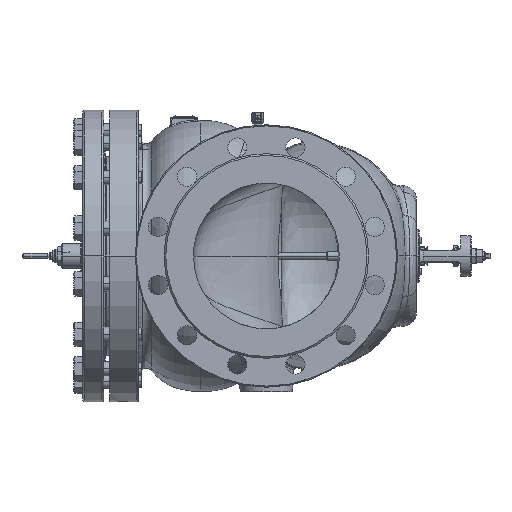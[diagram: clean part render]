
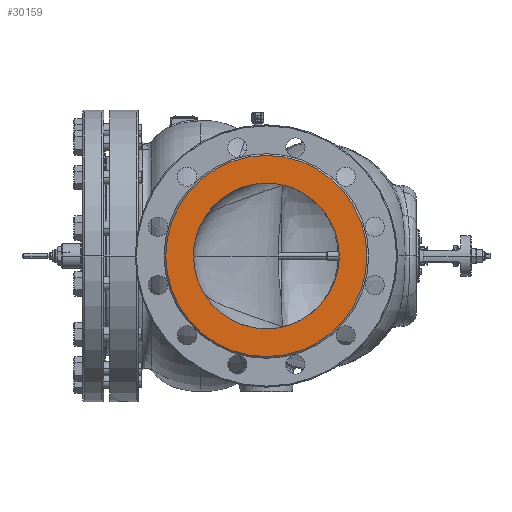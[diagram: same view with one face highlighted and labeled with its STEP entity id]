
A CAD part, left-side view. The second image highlights one B-rep face of the part: STEP entity #30159.
In plain terms, the highlighted planar face has unit normal (-1, 0, 0).
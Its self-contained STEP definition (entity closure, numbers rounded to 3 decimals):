
#30=CARTESIAN_POINT('',(-365.,105.96,66.314));
#31=CARTESIAN_POINT('',(-365.,109.174,61.179));
#32=CARTESIAN_POINT('',(-365.,114.738,50.651));
#33=CARTESIAN_POINT('',(-365.,120.629,34.239));
#34=CARTESIAN_POINT('',(-365.,124.197,17.356));
#35=CARTESIAN_POINT('',(-365.,125.,5.825));
#36=CARTESIAN_POINT('',(-365.,125.,0.));
#137=CARTESIAN_POINT('',(-365.,0.,0.));
#138=DIRECTION('',(1.,0.,0.));
#139=DIRECTION('',(0.,1.,0.));
#140=AXIS2_PLACEMENT_3D('',#137,#138,#139);
#142=CARTESIAN_POINT('',(-365.,0.,0.));
#143=DIRECTION('',(-1.,0.,0.));
#144=DIRECTION('',(0.,1.,0.));
#145=AXIS2_PLACEMENT_3D('',#142,#143,#144);
#13966=CARTESIAN_POINT('',(-365.,0.,125.));
#13967=CARTESIAN_POINT('',(-365.,5.526,125.));
#13968=CARTESIAN_POINT('',(-365.,16.502,124.264));
#13969=CARTESIAN_POINT('',(-365.,32.479,121.069));
#13970=CARTESIAN_POINT('',(-365.,47.713,115.901));
#13971=CARTESIAN_POINT('',(-365.,62.001,108.924));
#13972=CARTESIAN_POINT('',(-365.,72.949,101.737));
#13973=CARTESIAN_POINT('',(-365.,81.06,95.259));
#13974=CARTESIAN_POINT('',(-365.,86.8,90.06));
#13975=CARTESIAN_POINT('',(-365.,91.282,85.463));
#13976=CARTESIAN_POINT('',(-365.,94.681,81.64));
#13977=CARTESIAN_POINT('',(-365.,97.954,77.725));
#13978=CARTESIAN_POINT('',(-365.,101.805,72.664));
#13979=CARTESIAN_POINT('',(-365.,104.62,68.454));
#13980=CARTESIAN_POINT('',(-365.,105.96,66.314));
#14230=CARTESIAN_POINT('',(-365.,-125.,0.));
#14231=CARTESIAN_POINT('',(-365.,-125.,6.192));
#14232=CARTESIAN_POINT('',(-365.,-124.068,18.847));
#14233=CARTESIAN_POINT('',(-365.,-119.723,37.594));
#14234=CARTESIAN_POINT('',(-365.,-113.886,52.153));
#14235=CARTESIAN_POINT('',(-365.,-108.219,62.766));
#14236=CARTESIAN_POINT('',(-365.,-102.175,72.385));
#14237=CARTESIAN_POINT('',(-365.,-93.825,83.113));
#14238=CARTESIAN_POINT('',(-365.,-82.503,94.346));
#14239=CARTESIAN_POINT('',(-365.,-70.144,103.846));
#14240=CARTESIAN_POINT('',(-365.,-56.958,111.613));
#14241=CARTESIAN_POINT('',(-365.,-43.164,117.627));
#14242=CARTESIAN_POINT('',(-365.,-28.949,121.899));
#14243=CARTESIAN_POINT('',(-365.,-14.502,124.441));
#14244=CARTESIAN_POINT('',(-365.,-4.824,125.));
#14245=CARTESIAN_POINT('',(-365.,0.,125.));
#14306=CARTESIAN_POINT('',(-365.,0.,-125.));
#14307=CARTESIAN_POINT('',(-365.,-4.824,-125.));
#14308=CARTESIAN_POINT('',(-365.,-14.502,-124.441));
#14309=CARTESIAN_POINT('',(-365.,-28.949,-121.899));
#14310=CARTESIAN_POINT('',(-365.,-43.164,-117.627));
#14311=CARTESIAN_POINT('',(-365.,-56.958,-111.613));
#14312=CARTESIAN_POINT('',(-365.,-70.144,-103.846));
#14313=CARTESIAN_POINT('',(-365.,-82.503,-94.346));
#14314=CARTESIAN_POINT('',(-365.,-93.825,-83.113));
#14315=CARTESIAN_POINT('',(-365.,-102.175,-72.385));
#14316=CARTESIAN_POINT('',(-365.,-108.219,-62.766));
#14317=CARTESIAN_POINT('',(-365.,-113.886,-52.153));
#14318=CARTESIAN_POINT('',(-365.,-119.723,-37.594));
#14319=CARTESIAN_POINT('',(-365.,-124.068,-18.847));
#14320=CARTESIAN_POINT('',(-365.,-125.,-6.192));
#14321=CARTESIAN_POINT('',(-365.,-125.,0.));
#14352=CARTESIAN_POINT('',(-365.,105.96,-66.314));
#14353=CARTESIAN_POINT('',(-365.,104.62,-68.454));
#14354=CARTESIAN_POINT('',(-365.,101.805,-72.664));
#14355=CARTESIAN_POINT('',(-365.,97.954,-77.725));
#14356=CARTESIAN_POINT('',(-365.,94.681,-81.64));
#14357=CARTESIAN_POINT('',(-365.,91.282,-85.463));
#14358=CARTESIAN_POINT('',(-365.,86.8,-90.06));
#14359=CARTESIAN_POINT('',(-365.,81.06,-95.259));
#14360=CARTESIAN_POINT('',(-365.,72.949,-101.737));
#14361=CARTESIAN_POINT('',(-365.,62.001,-108.924));
#14362=CARTESIAN_POINT('',(-365.,47.713,-115.901));
#14363=CARTESIAN_POINT('',(-365.,32.479,-121.069));
#14364=CARTESIAN_POINT('',(-365.,16.502,-124.264));
#14365=CARTESIAN_POINT('',(-365.,5.526,-125.));
#14366=CARTESIAN_POINT('',(-365.,0.,-125.));
#14423=CARTESIAN_POINT('',(-365.,125.,0.));
#14424=CARTESIAN_POINT('',(-365.,125.,-5.825));
#14425=CARTESIAN_POINT('',(-365.,124.197,-17.356));
#14426=CARTESIAN_POINT('',(-365.,120.629,-34.239));
#14427=CARTESIAN_POINT('',(-365.,114.738,-50.651));
#14428=CARTESIAN_POINT('',(-365.,109.174,-61.179));
#14429=CARTESIAN_POINT('',(-365.,105.96,-66.314));
#29868=CARTESIAN_POINT('',(-365.,172.5,0.));
#29870=VERTEX_POINT('',#29868);
#29872=CARTESIAN_POINT('',(-365.,-172.5,0.));
#29874=VERTEX_POINT('',#29872);
#29876=VERTEX_POINT('',#14423);
#29877=VERTEX_POINT('',#14429);
#29878=VERTEX_POINT('',#14366);
#29879=VERTEX_POINT('',#14321);
#29880=VERTEX_POINT('',#30);
#29881=VERTEX_POINT('',#13966);
#30135=CARTESIAN_POINT('',(-365.,0.,0.));
#30136=DIRECTION('',(-1.,0.,0.));
#30137=DIRECTION('',(0.,-1.,0.));
#30138=AXIS2_PLACEMENT_3D('',#30135,#30136,#30137);
#30139=PLANE('',#30138);
#30141=ORIENTED_EDGE('',*,*,#30140,.T.);
#30143=ORIENTED_EDGE('',*,*,#30142,.F.);
#30144=EDGE_LOOP('',(#30141,#30143));
#30145=FACE_OUTER_BOUND('',#30144,.F.);
#30147=ORIENTED_EDGE('',*,*,#30146,.T.);
#30149=ORIENTED_EDGE('',*,*,#30148,.T.);
#30151=ORIENTED_EDGE('',*,*,#30150,.T.);
#30153=ORIENTED_EDGE('',*,*,#30152,.T.);
#30155=ORIENTED_EDGE('',*,*,#30154,.T.);
#30156=ORIENTED_EDGE('',*,*,#30118,.T.);
#30157=EDGE_LOOP('',(#30147,#30149,#30151,#30153,#30155,#30156));
#30158=FACE_BOUND('',#30157,.F.);
#37=B_SPLINE_CURVE_WITH_KNOTS('',3,(#30,#31,#32,#33,#34,#35,#36),.UNSPECIFIED.,
.F.,.F.,(4,1,1,1,4),(0.,0.25,0.5,0.75,1.),.UNSPECIFIED.);
#141=CIRCLE('',#140,172.5);
#146=CIRCLE('',#145,172.5);
#13981=B_SPLINE_CURVE_WITH_KNOTS('',3,(#13966,#13967,#13968,#13969,#13970,
#13971,#13972,#13973,#13974,#13975,#13976,#13977,#13978,#13979,#13980),
.UNSPECIFIED.,.F.,.F.,(4,1,1,1,1,1,1,1,1,1,1,1,4),(0.,0.125,0.25,0.375,
0.5,0.625,0.688,0.75,0.813,0.844,0.875,0.938,1.),
.UNSPECIFIED.);
#14246=B_SPLINE_CURVE_WITH_KNOTS('',3,(#14230,#14231,#14232,#14233,#14234,
#14235,#14236,#14237,#14238,#14239,#14240,#14241,#14242,#14243,#14244,#14245),
.UNSPECIFIED.,.F.,.F.,(4,1,1,1,1,1,1,1,1,1,1,1,1,4),(0.,0.085,
0.17,0.255,0.297,0.34,
0.422,0.505,0.587,0.67,
0.752,0.835,0.917,1.),.UNSPECIFIED.);
#14322=B_SPLINE_CURVE_WITH_KNOTS('',3,(#14306,#14307,#14308,#14309,#14310,
#14311,#14312,#14313,#14314,#14315,#14316,#14317,#14318,#14319,#14320,#14321),
.UNSPECIFIED.,.F.,.F.,(4,1,1,1,1,1,1,1,1,1,1,1,1,4),(0.,0.083,
0.165,0.248,0.33,0.413,
0.495,0.578,0.66,0.703,
0.745,0.83,0.915,1.),.UNSPECIFIED.);
#14367=B_SPLINE_CURVE_WITH_KNOTS('',3,(#14352,#14353,#14354,#14355,#14356,
#14357,#14358,#14359,#14360,#14361,#14362,#14363,#14364,#14365,#14366),
.UNSPECIFIED.,.F.,.F.,(4,1,1,1,1,1,1,1,1,1,1,1,4),(0.,0.063,0.125,
0.156,0.188,0.25,0.313,0.375,0.5,0.625,0.75,0.875,1.),
.UNSPECIFIED.);
#14430=B_SPLINE_CURVE_WITH_KNOTS('',3,(#14423,#14424,#14425,#14426,#14427,
#14428,#14429),.UNSPECIFIED.,.F.,.F.,(4,1,1,1,4),(0.,0.25,0.5,0.75,
1.),.UNSPECIFIED.);
#30118=EDGE_CURVE('',#29880,#29876,#37,.T.);
#30140=EDGE_CURVE('',#29870,#29874,#141,.T.);
#30142=EDGE_CURVE('',#29870,#29874,#146,.T.);
#30146=EDGE_CURVE('',#29876,#29877,#14430,.T.);
#30148=EDGE_CURVE('',#29877,#29878,#14367,.T.);
#30150=EDGE_CURVE('',#29878,#29879,#14322,.T.);
#30152=EDGE_CURVE('',#29879,#29881,#14246,.T.);
#30154=EDGE_CURVE('',#29881,#29880,#13981,.T.);
#30159=ADVANCED_FACE('',(#30145,#30158),#30139,.T.);
